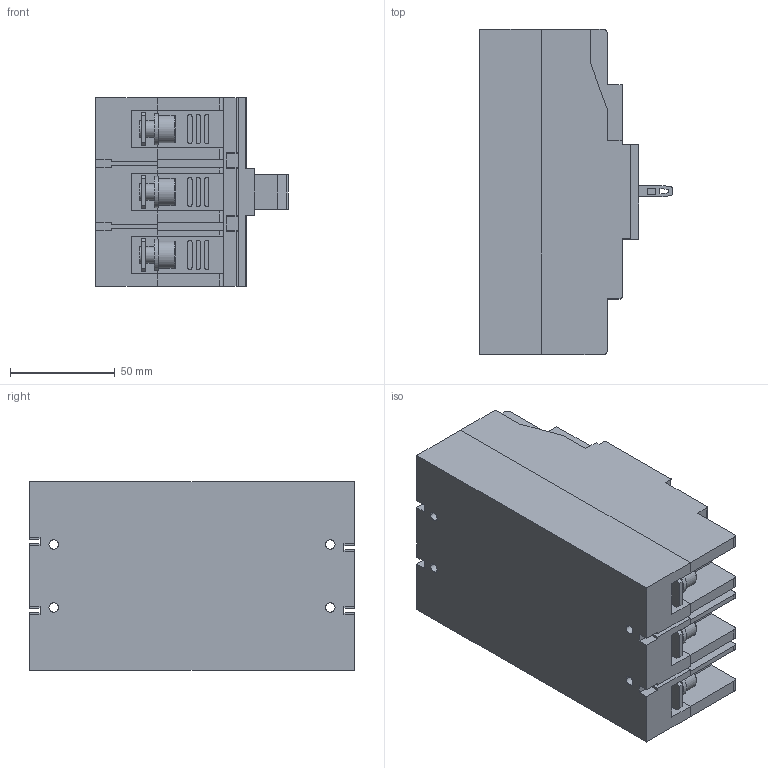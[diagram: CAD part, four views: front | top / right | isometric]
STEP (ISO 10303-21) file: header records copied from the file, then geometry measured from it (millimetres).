
FILE_DESCRIPTION((''),'2;1');
FILE_NAME('ASM0104J_ASM','2021-11-02T',('marketing.praksa'),('Audax d.o.o.'),'CREO PARAMETRIC BY PTC INC, 2017480','CREO PARAMETRIC BY PTC INC, 2017480','');
FILE_SCHEMA(('AUTOMOTIVE_DESIGN { 1 0 10303 214 1 1 1 1 }'));
Length unit declared in the file: millimetre
Products named in the file (13): ETIBREAK_2; PS_SS_DA_NA; TAMPON_ETI-EB2; SZKIELKO; EB2_125_3P-75; EB2_125_3P-87; EB2_125_3P-93; SCREWS_ASM; PRT9562; PRT9563; PRT9565; PRT9566; ASM0104J_ASM
Assembly tree (14 placements, depth 3):
  ASM0104J_ASM
    ETIBREAK_2
    PS_SS_DA_NA
    TAMPON_ETI-EB2
    SZKIELKO
    SCREWS_ASM  x2
      EB2_125_3P-75
      EB2_125_3P-87
      EB2_125_3P-93
    PRT9562  x2
    PRT9563
    PRT9565
    PRT9566
Bounding box: 92 x 155 x 90 mm (x, y, z)
Volume: 817435.3 mm3; surface area: 127518.2 mm2
Topology: 19 solids, 21 shells, 1022 faces, 2803 edges, 1915 vertices
Faces by surface type: plane 763, cylinder 153, extrusion 82, torus 24
Entity records: 43575 total; most frequent: CARTESIAN_POINT 7703, ORIENTED_EDGE 5198, DIRECTION 4400, EDGE_CURVE 2599, PRESENTATION_STYLE_ASSIGNMENT 2518, STYLED_ITEM 2518, VECTOR 2102, LINE 2020
